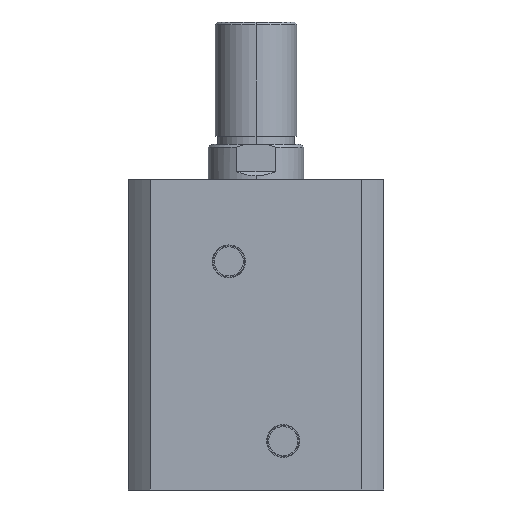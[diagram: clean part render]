
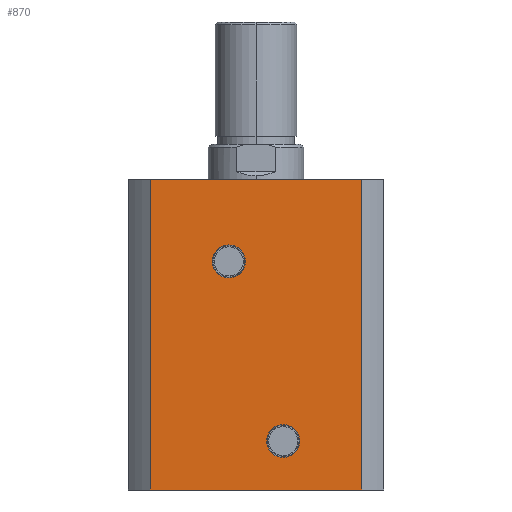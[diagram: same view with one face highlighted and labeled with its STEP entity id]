
A CAD part, left-side view. The second image highlights one B-rep face of the part: STEP entity #870.
In plain terms, the highlighted planar face has unit normal (-1, 0, 0).
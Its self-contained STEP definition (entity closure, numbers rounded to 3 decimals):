
#3 = VERTEX_POINT ( 'NONE', #2702 ) ;
#26 = VERTEX_POINT ( 'NONE', #1259 ) ;
#28 = VERTEX_POINT ( 'NONE', #1261 ) ;
#43 = EDGE_LOOP ( 'NONE', ( #2957, #939, #3432, #3422 ) ) ;
#55 = EDGE_LOOP ( 'NONE', ( #1016, #2486 ) ) ;
#74 = EDGE_LOOP ( 'NONE', ( #923, #2960 ) ) ;
#261 = AXIS2_PLACEMENT_3D ( 'NONE', #2285, #2286, #2287 ) ;
#270 = AXIS2_PLACEMENT_3D ( 'NONE', #1182, #1184, #1185 ) ;
#458 = DIRECTION ( 'NONE',  ( 1., 0., 0. ) ) ;
#464 = CARTESIAN_POINT ( 'NONE',  ( -47., 0., 114. ) ) ;
#466 = PLANE ( 'NONE',  #2089 ) ;
#468 = DIRECTION ( 'NONE',  ( 0., 1., 0. ) ) ;
#521 = CARTESIAN_POINT ( 'NONE',  ( -47., -10., 11.94 ) ) ;
#541 = CARTESIAN_POINT ( 'NONE',  ( -47., 38.884, 0. ) ) ;
#559 = CARTESIAN_POINT ( 'NONE',  ( -47., -38.884, 114. ) ) ;
#569 = CARTESIAN_POINT ( 'NONE',  ( -47., 38.884, 114. ) ) ;
#570 = CARTESIAN_POINT ( 'NONE',  ( -47., -38.884, 0. ) ) ;
#870 = ADVANCED_FACE ( 'NONE', ( #1524, #1527, #1525 ), #466, .F. ) ;
#887 = VERTEX_POINT ( 'NONE', #521 ) ;
#923 = ORIENTED_EDGE ( 'NONE', *, *, #3586, .F. ) ;
#939 = ORIENTED_EDGE ( 'NONE', *, *, #2740, .F. ) ;
#1016 = ORIENTED_EDGE ( 'NONE', *, *, #3609, .F. ) ;
#1113 = CARTESIAN_POINT ( 'NONE',  ( -47., 38.884, 114. ) ) ;
#1114 = DIRECTION ( 'NONE',  ( 0., 0., -1. ) ) ;
#1182 = CARTESIAN_POINT ( 'NONE',  ( -47., 10., 84. ) ) ;
#1184 = DIRECTION ( 'NONE',  ( -1., 0., 0. ) ) ;
#1185 = DIRECTION ( 'NONE',  ( 0., 0., 1. ) ) ;
#1259 = CARTESIAN_POINT ( 'NONE',  ( -47., -10., 24.06 ) ) ;
#1261 = CARTESIAN_POINT ( 'NONE',  ( -47., 10., 90.06 ) ) ;
#1524 = FACE_BOUND ( 'NONE', #74, .T. ) ;
#1525 = FACE_OUTER_BOUND ( 'NONE', #43, .T. ) ;
#1527 = FACE_BOUND ( 'NONE', #55, .T. ) ;
#1656 = VERTEX_POINT ( 'NONE', #541 ) ;
#1674 = VERTEX_POINT ( 'NONE', #559 ) ;
#1684 = VERTEX_POINT ( 'NONE', #569 ) ;
#1685 = VERTEX_POINT ( 'NONE', #570 ) ;
#1943 = CARTESIAN_POINT ( 'NONE',  ( -47., 10., 84. ) ) ;
#1944 = DIRECTION ( 'NONE',  ( -1., 0., 0. ) ) ;
#1945 = DIRECTION ( 'NONE',  ( 0., 0., 1. ) ) ;
#2031 = AXIS2_PLACEMENT_3D ( 'NONE', #3511, #3512, #3513 ) ;
#2057 = AXIS2_PLACEMENT_3D ( 'NONE', #1943, #1944, #1945 ) ;
#2089 = AXIS2_PLACEMENT_3D ( 'NONE', #464, #458, #468 ) ;
#2283 = CARTESIAN_POINT ( 'NONE',  ( -47., 0., 0. ) ) ;
#2284 = DIRECTION ( 'NONE',  ( 0., -1., 0. ) ) ;
#2285 = CARTESIAN_POINT ( 'NONE',  ( -47., -10., 18. ) ) ;
#2286 = DIRECTION ( 'NONE',  ( -1., 0., 0. ) ) ;
#2287 = DIRECTION ( 'NONE',  ( 0., 0., 1. ) ) ;
#2486 = ORIENTED_EDGE ( 'NONE', *, *, #2828, .F. ) ;
#2532 = CIRCLE ( 'NONE', #2031, 6.06 ) ;
#2702 = CARTESIAN_POINT ( 'NONE',  ( -47., 10., 77.94 ) ) ;
#2731 = EDGE_CURVE ( 'NONE', #1684, #1674, #3679, .T. ) ;
#2740 = EDGE_CURVE ( 'NONE', #1674, #1685, #3694, .T. ) ;
#2774 = EDGE_CURVE ( 'NONE', #3, #28, #3756, .T. ) ;
#2828 = EDGE_CURVE ( 'NONE', #887, #26, #2532, .T. ) ;
#2957 = ORIENTED_EDGE ( 'NONE', *, *, #3612, .T. ) ;
#2960 = ORIENTED_EDGE ( 'NONE', *, *, #2774, .F. ) ;
#3038 = CARTESIAN_POINT ( 'NONE',  ( -47., 0., 114. ) ) ;
#3043 = DIRECTION ( 'NONE',  ( 0., -1., 0. ) ) ;
#3059 = CARTESIAN_POINT ( 'NONE',  ( -47., -38.884, 114. ) ) ;
#3064 = DIRECTION ( 'NONE',  ( 0., 0., -1. ) ) ;
#3127 = LINE ( 'NONE', #1113, #3131 ) ;
#3131 = VECTOR ( 'NONE', #1114, 1000. ) ;
#3167 = CIRCLE ( 'NONE', #270, 6.06 ) ;
#3206 = CIRCLE ( 'NONE', #261, 6.06 ) ;
#3210 = LINE ( 'NONE', #2283, #3212 ) ;
#3212 = VECTOR ( 'NONE', #2284, 1000. ) ;
#3422 = ORIENTED_EDGE ( 'NONE', *, *, #3560, .T. ) ;
#3432 = ORIENTED_EDGE ( 'NONE', *, *, #2731, .F. ) ;
#3511 = CARTESIAN_POINT ( 'NONE',  ( -47., -10., 18. ) ) ;
#3512 = DIRECTION ( 'NONE',  ( -1., 0., 0. ) ) ;
#3513 = DIRECTION ( 'NONE',  ( 0., 0., 1. ) ) ;
#3560 = EDGE_CURVE ( 'NONE', #1684, #1656, #3127, .T. ) ;
#3586 = EDGE_CURVE ( 'NONE', #28, #3, #3167, .T. ) ;
#3609 = EDGE_CURVE ( 'NONE', #26, #887, #3206, .T. ) ;
#3612 = EDGE_CURVE ( 'NONE', #1656, #1685, #3210, .T. ) ;
#3679 = LINE ( 'NONE', #3038, #3683 ) ;
#3683 = VECTOR ( 'NONE', #3043, 1000. ) ;
#3694 = LINE ( 'NONE', #3059, #3698 ) ;
#3698 = VECTOR ( 'NONE', #3064, 1000. ) ;
#3756 = CIRCLE ( 'NONE', #2057, 6.06 ) ;
